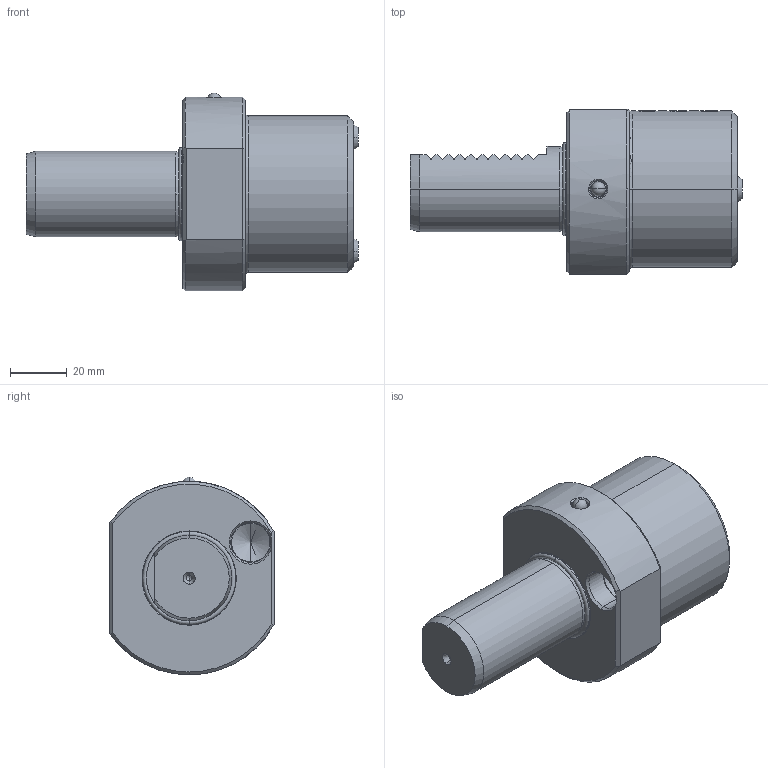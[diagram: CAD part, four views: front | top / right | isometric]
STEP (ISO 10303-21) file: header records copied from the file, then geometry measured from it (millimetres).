
FILE_DESCRIPTION (( 'STEP AP203' ), '1' );
FILE_NAME ('309.52.25.STEP', '2016-11-26T06:48:20', ( '' ), ( '' ), 'SwSTEP 2.0', 'SolidWorks 2012', '' );
FILE_SCHEMA (( 'CONFIG_CONTROL_DESIGN' ));
Length unit declared in the file: millimetre
Products named in the file (8): 管螺文螺絲; 6止水鉚珠; O型環; 2-44100006N4出水銅嘴; 皿頭_M4xP0.7x8L; M8xP1.25x16L; VDI30        E2_25; 309.52.25
Assembly tree (11 placements, depth 2):
  309.52.25
    VDI30        E2_25
    M8xP1.25x16L  x3
    皿頭_M4xP0.7x8L  x2
    2-44100006N4出水銅嘴  x2
    6止水鉚珠
    O型環
    管螺文螺絲
Bounding box: 116.6 x 58 x 69.46 mm (x, y, z)
Volume: 166614.1 mm3; surface area: 37333.6 mm2
Topology: 12 solids, 12 shells, 688 faces, 1866 edges, 1186 vertices
Faces by surface type: cylinder 319, cone 192, plane 115, bspline 42, torus 14, sphere 6
Entity records: 48211 total; most frequent: CARTESIAN_POINT 35319, ORIENTED_EDGE 2896, DIRECTION 2099, EDGE_CURVE 1448, VERTEX_POINT 919, AXIS2_PLACEMENT_3D 792, EDGE_LOOP 567, ADVANCED_FACE 546
